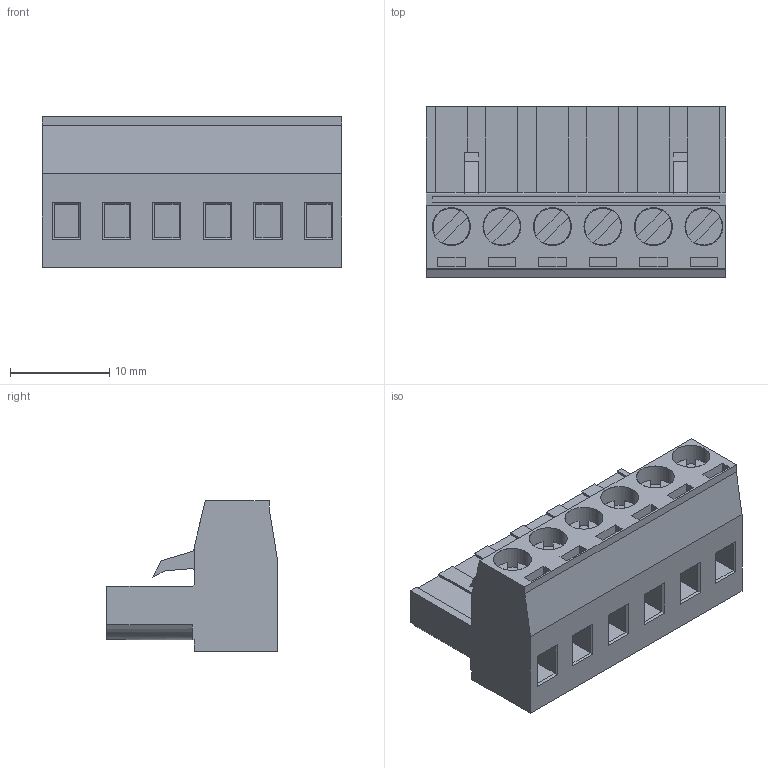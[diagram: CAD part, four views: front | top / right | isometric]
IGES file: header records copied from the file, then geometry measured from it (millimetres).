
Start section: SolidWorks IGES file using analytic representation for surfaces
Global section: file name: TBPS-00-200.IGS; native system: SolidWorks 2014; preprocessor: SolidWorks 2014; author: ewilson; date: 140729.094338; units: inch
Bounding box: 30.1 x 17.13 x 15.18 mm (x, y, z)
Surface area: 3657.4 mm2 (no closed solid volume)
Topology: 0 solids, 0 shells, 312 faces, 2624 edges, 2624 vertices
Faces by surface type: bspline 228, revolution 84
